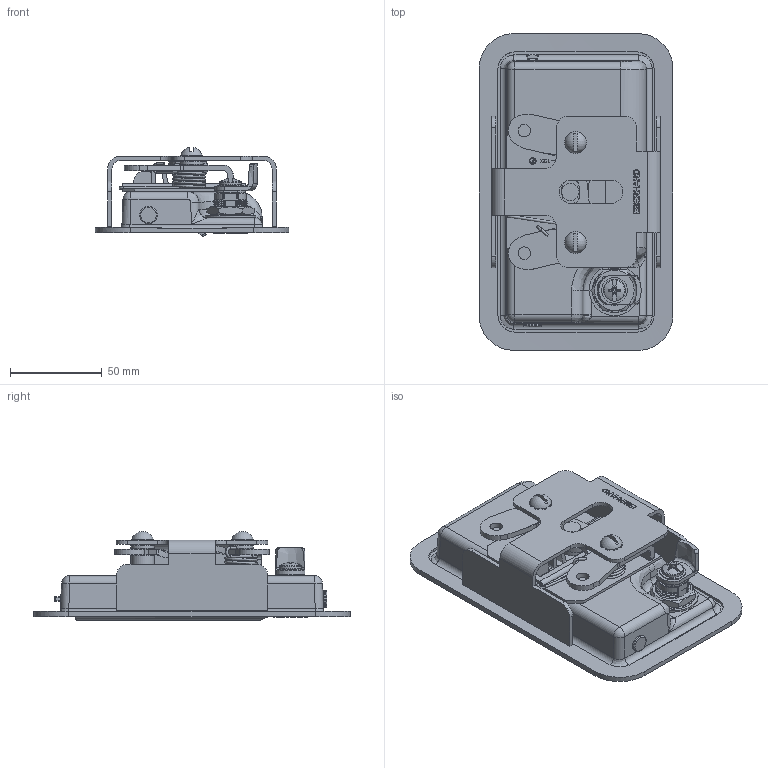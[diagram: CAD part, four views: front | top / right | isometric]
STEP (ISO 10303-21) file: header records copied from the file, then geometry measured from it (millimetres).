
FILE_DESCRIPTION((''),'2;1');
FILE_NAME('9872-PKR.stp','2013-02-22T14:08:18',('fredp'),(''),'Autodesk Inventor 2013','Autodesk Inventor 2013','');
FILE_SCHEMA(('AUTOMOTIVE_DESIGN { 1 0 10303 214 1 1 1 1 }'));
Length unit declared in the file: inch
Products named in the file (1): 9872-PKR
Bounding box: 105.56 x 172.7 x 48.68 mm (x, y, z)
Volume: 110399.8 mm3; surface area: 135714.5 mm2
Topology: 34 solids, 34 shells, 1971 faces, 5404 edges, 3549 vertices
Faces by surface type: plane 1022, cylinder 507, bspline 322, torus 73, cone 27, sphere 19, revolution 1
Full cylindrical faces by diameter (mm): 1.295 x3, 1.981 x2, 3.175 x1, 3.683 x1, 4.775 x1, 4.978 x3, 5.029 x2, 5.055 x2, 5.41 x1, 6.219 x1, 6.287 x3, 6.35 x4, 6.477 x1, 6.49 x1, 6.515 x2, 6.795 x2, 7.112 x2, 9.208 x2, 9.462 x3, 9.525 x3, 11.811 x1, 12.014 x1, 12.662 x2, 12.7 x4, 12.802 x1, 14.148 x1, 15.9 x1, 15.926 x1, 16.307 x1, 16.535 x1
Entity records: 71455 total; most frequent: CARTESIAN_POINT 21786, ORIENTED_EDGE 10498, DIRECTION 8707, EDGE_CURVE 5249, VERTEX_POINT 3522, VECTOR 3156, LINE 3156, AXIS2_PLACEMENT_3D 2775
